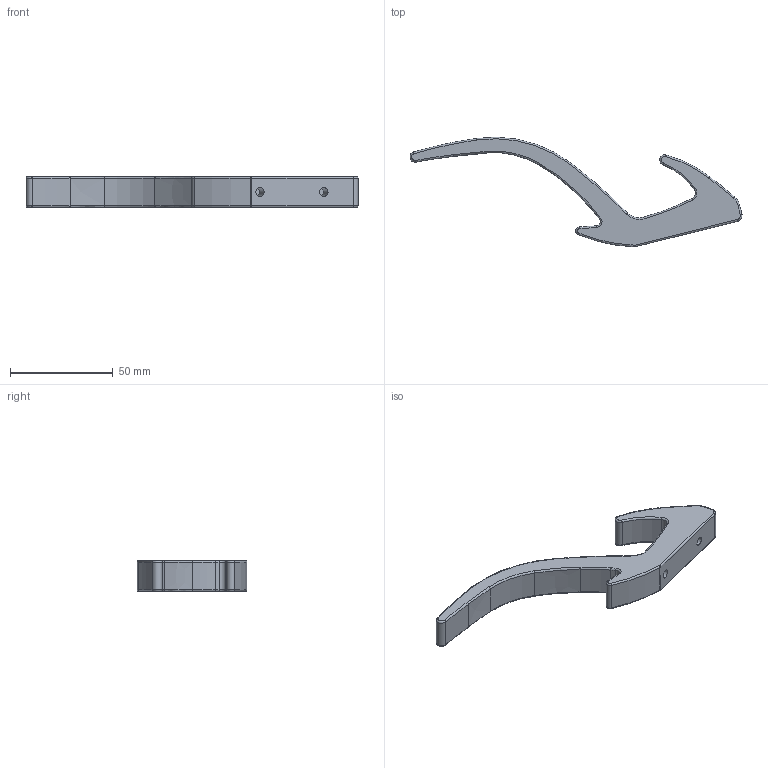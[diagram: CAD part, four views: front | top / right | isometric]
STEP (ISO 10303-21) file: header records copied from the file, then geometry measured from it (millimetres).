
FILE_DESCRIPTION(('Creo Elements/Direct Modeling STEP Export'),'2;1');
FILE_NAME('2432.stp','2019-01-07T 8:24:13',(''),(''),'Creo Elements/Direct Modeling STEP processor for AP214 (Solid Model)','Creo Elements/Direct Modeling 20.0 12-Nov-2016 (C) Parametric Technology GmbH','');
FILE_SCHEMA(('AUTOMOTIVE_DESIGN { 1 0 10303 214 1 1 1 1 }'));
Length unit declared in the file: millimetre
Products named in the file (2): 2432
Assembly tree (1 placements, depth 2):
  2432
    2432
Bounding box: 161.5 x 53.36 x 15 mm (x, y, z)
Volume: 33140.7 mm3; surface area: 11035.8 mm2
Topology: 1 solids, 1 shells, 86 faces, 194 edges, 112 vertices
Faces by surface type: torus 42, cylinder 30, plane 6, bspline 6, extrusion 2
Entity records: 3453 total; most frequent: CARTESIAN_POINT 1496, DIRECTION 452, ORIENTED_EDGE 388, AXIS2_PLACEMENT_3D 206, EDGE_CURVE 194, CIRCLE 128, VERTEX_POINT 112, EDGE_LOOP 88
